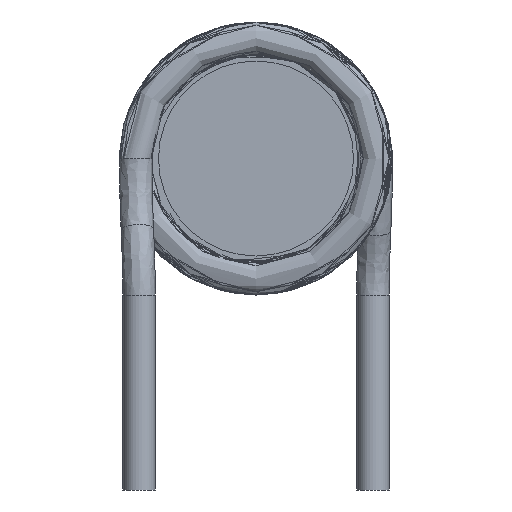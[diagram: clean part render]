
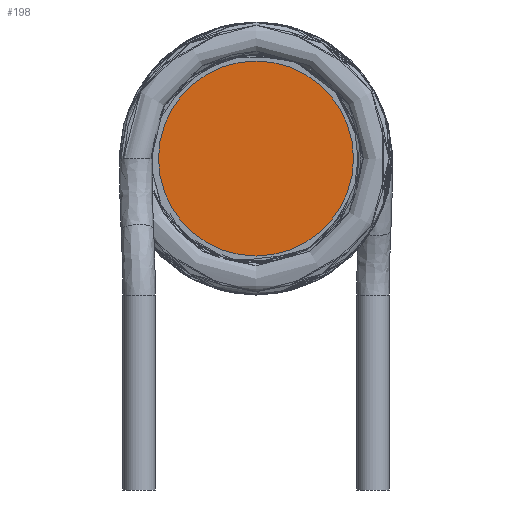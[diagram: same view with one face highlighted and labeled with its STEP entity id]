
A CAD part, front view. The second image highlights one B-rep face of the part: STEP entity #198.
In plain terms, the highlighted planar face has unit normal (0, -1, 0).
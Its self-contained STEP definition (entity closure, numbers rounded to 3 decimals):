
#46=PLANE('',#313);
#54=ORIENTED_EDGE('',*,*,#88,.F.);
#88=EDGE_CURVE('',#106,#106,#122,.T.);
#106=VERTEX_POINT('',#399);
#122=CIRCLE('',#311,1.5);
#138=EDGE_LOOP('',(#54));
#166=FACE_BOUND('',#138,.T.);
#198=ADVANCED_FACE('',(#166),#46,.F.);
#311=AXIS2_PLACEMENT_3D('',#398,#342,#343);
#313=AXIS2_PLACEMENT_3D('',#402,#346,#347);
#342=DIRECTION('',(0.,1.,0.));
#343=DIRECTION('',(1.,0.,0.));
#346=DIRECTION('',(0.,1.,0.));
#347=DIRECTION('',(0.,0.,1.));
#398=CARTESIAN_POINT('',(0.,-7.7,0.));
#399=CARTESIAN_POINT('',(1.5,-7.7,0.));
#402=CARTESIAN_POINT('',(0.,-7.7,0.));
